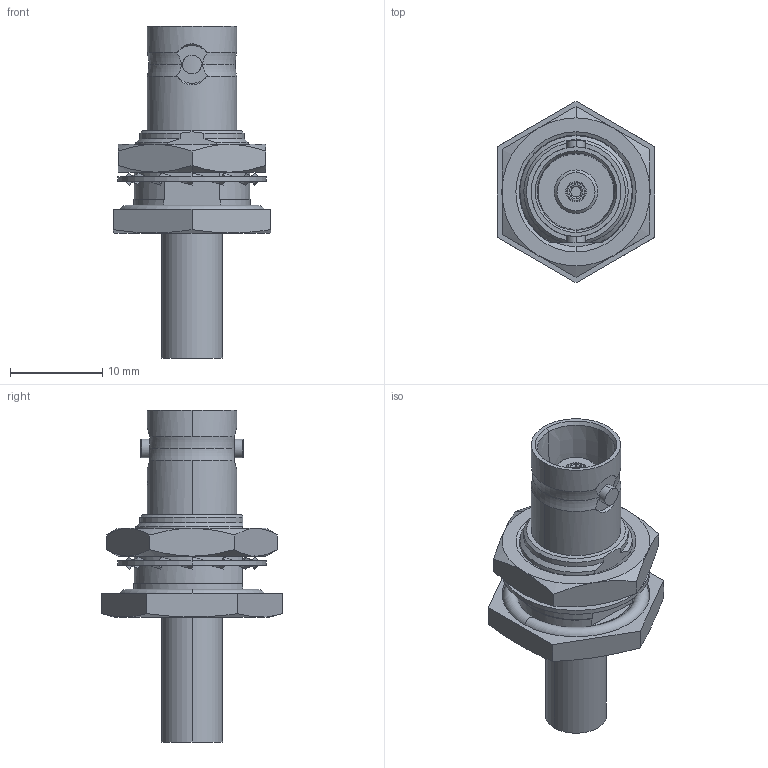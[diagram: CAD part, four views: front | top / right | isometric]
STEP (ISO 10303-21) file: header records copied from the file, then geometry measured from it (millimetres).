
FILE_DESCRIPTION (( 'STEP AP214' ), '1' );
FILE_NAME ('J01001A0109.STEP', '2019-12-10T15:32:20', ( '' ), ( '' ), 'SwSTEP 2.0', 'SolidWorks 2018', '' );
FILE_SCHEMA (( 'AUTOMOTIVE_DESIGN' ));
Length unit declared in the file: millimetre
Products named in the file (1): J01001A0109
Bounding box: 17 x 19.63 x 35.9 mm (x, y, z)
Volume: 2713.9 mm3; surface area: 2852.4 mm2
Topology: 3 solids, 3 shells, 237 faces, 590 edges, 377 vertices
Faces by surface type: plane 94, cylinder 49, cone 42, bspline 36, torus 16
Entity records: 10397 total; most frequent: CARTESIAN_POINT 2447, ORIENTED_EDGE 1180, DIRECTION 992, EDGE_CURVE 590, VERTEX_POINT 377, AXIS2_PLACEMENT_3D 358, LINE 276, VECTOR 276
